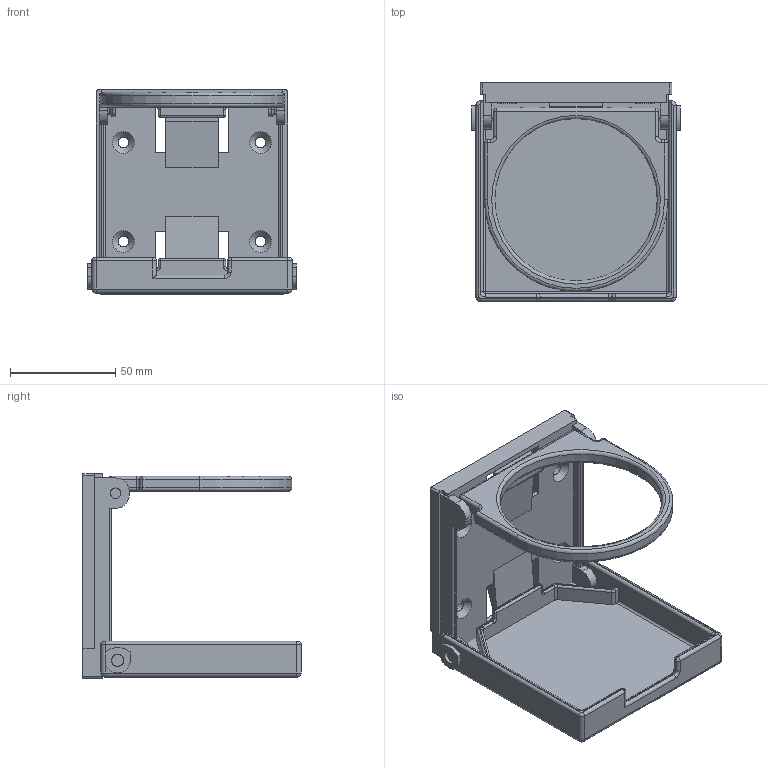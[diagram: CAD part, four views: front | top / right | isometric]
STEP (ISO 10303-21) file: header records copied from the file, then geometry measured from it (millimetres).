
FILE_DESCRIPTION((''),'2;1');
FILE_NAME('740001.iam.stp','2010-09-05T10:36:31',(''),(''),'Autodesk Inventor 2010','Autodesk Inventor 2010','');
FILE_SCHEMA(('AUTOMOTIVE_DESIGN { 1 0 10303 214 1 1 1 1 }'));
Length unit declared in the file: millimetre
Products named in the file (4): 740001; 740001-3; 740001-2; 740001-1
Assembly tree (3 placements, depth 2):
  740001
    740001-3
    740001-2
    740001-1
Bounding box: 99 x 103.5 x 97 mm (x, y, z)
Volume: 94364.8 mm3; surface area: 68466.4 mm2
Topology: 3 solids, 3 shells, 383 faces, 972 edges, 580 vertices
Faces by surface type: plane 139, cylinder 127, bspline 68, torus 27, sphere 22
Full cylindrical faces by diameter (mm): 5 x3, 5.6 x1, 10 x2, 77 x1
Entity records: 11680 total; most frequent: CARTESIAN_POINT 2598, DIRECTION 1871, ORIENTED_EDGE 1842, EDGE_CURVE 921, AXIS2_PLACEMENT_3D 634, VECTOR 603, LINE 603, VERTEX_POINT 576
